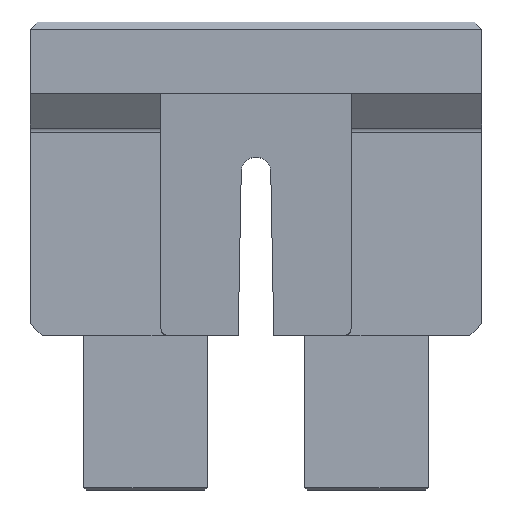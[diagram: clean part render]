
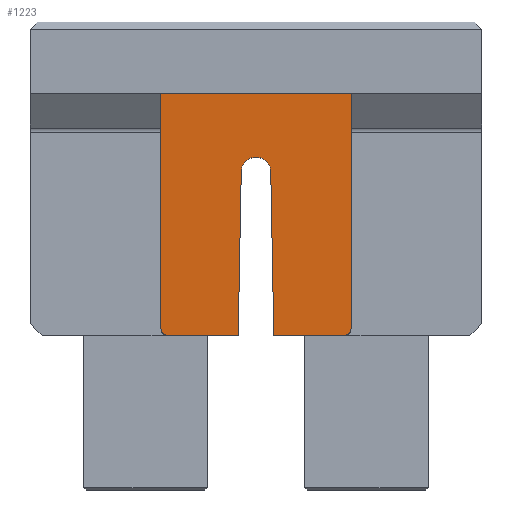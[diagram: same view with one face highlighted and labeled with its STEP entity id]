
A CAD part, top view. The second image highlights one B-rep face of the part: STEP entity #1223.
In plain terms, the highlighted planar face has unit normal (0, -0.052, 0.999).
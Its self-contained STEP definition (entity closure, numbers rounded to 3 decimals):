
#54=DIRECTION('',(1.,0.,0.));
#55=VECTOR('',#54,2.95);
#56=CARTESIAN_POINT('',(-8.75,0.,4.308));
#57=LINE('',#56,#55);
#62=DIRECTION('',(1.,0.,0.));
#63=VECTOR('',#62,2.95);
#64=CARTESIAN_POINT('',(-13.2,0.,4.308));
#65=LINE('',#64,#63);
#215=CARTESIAN_POINT('',(-5.8,0.,4.308));
#216=CARTESIAN_POINT('',(-5.75,0.,4.308));
#217=CARTESIAN_POINT('',(-5.672,0.022,4.309));
#218=CARTESIAN_POINT('',(-5.583,0.083,4.313));
#219=CARTESIAN_POINT('',(-5.522,0.172,4.317));
#220=CARTESIAN_POINT('',(-5.5,0.25,4.321));
#221=CARTESIAN_POINT('',(-5.5,0.3,4.324));
#223=DIRECTION('',(-0.019,0.998,0.052));
#224=VECTOR('',#223,6.922);
#225=CARTESIAN_POINT('',(-8.75,0.,4.308));
#226=LINE('',#225,#224);
#227=DIRECTION('',(-1.,0.,0.));
#228=VECTOR('',#227,0.042);
#229=CARTESIAN_POINT('',(-9.479,7.5,4.701));
#230=LINE('',#229,#228);
#231=DIRECTION('',(0.019,0.998,0.052));
#232=VECTOR('',#231,6.922);
#233=CARTESIAN_POINT('',(-10.25,0.,4.308));
#234=LINE('',#233,#232);
#235=CARTESIAN_POINT('',(-13.5,0.3,4.324));
#236=CARTESIAN_POINT('',(-13.5,0.25,4.321));
#237=CARTESIAN_POINT('',(-13.478,0.172,4.317));
#238=CARTESIAN_POINT('',(-13.417,0.083,4.313));
#239=CARTESIAN_POINT('',(-13.328,0.022,4.309));
#240=CARTESIAN_POINT('',(-13.25,0.,4.308));
#241=CARTESIAN_POINT('',(-13.2,0.,4.308));
#243=DIRECTION('',(0.,0.999,0.052));
#244=VECTOR('',#243,9.914);
#245=CARTESIAN_POINT('',(-13.5,0.3,4.324));
#246=LINE('',#245,#244);
#247=DIRECTION('',(1.,0.,0.));
#248=VECTOR('',#247,8.);
#249=CARTESIAN_POINT('',(-13.5,10.2,4.843));
#250=LINE('',#249,#248);
#251=DIRECTION('',(0.,0.999,0.052));
#252=VECTOR('',#251,9.914);
#253=CARTESIAN_POINT('',(-5.5,0.3,4.324));
#254=LINE('',#253,#252);
#259=CARTESIAN_POINT('',(-9.479,7.5,4.701));
#260=CARTESIAN_POINT('',(-9.381,7.5,4.701));
#261=CARTESIAN_POINT('',(-9.226,7.458,4.699));
#262=CARTESIAN_POINT('',(-9.05,7.337,4.693));
#263=CARTESIAN_POINT('',(-8.926,7.163,4.684));
#264=CARTESIAN_POINT('',(-8.881,7.009,4.676));
#265=CARTESIAN_POINT('',(-8.879,6.911,4.67));
#283=CARTESIAN_POINT('',(-10.121,6.911,4.67));
#284=CARTESIAN_POINT('',(-10.119,7.009,4.676));
#285=CARTESIAN_POINT('',(-10.074,7.163,4.684));
#286=CARTESIAN_POINT('',(-9.95,7.337,4.693));
#287=CARTESIAN_POINT('',(-9.774,7.458,4.699));
#288=CARTESIAN_POINT('',(-9.619,7.5,4.701));
#289=CARTESIAN_POINT('',(-9.521,7.5,4.701));
#678=CARTESIAN_POINT('',(-13.5,10.2,4.843));
#679=CARTESIAN_POINT('',(-5.5,10.2,4.843));
#680=VERTEX_POINT('',#678);
#681=VERTEX_POINT('',#679);
#703=CARTESIAN_POINT('',(-8.75,0.,4.308));
#705=VERTEX_POINT('',#703);
#707=CARTESIAN_POINT('',(-10.25,0.,4.308));
#709=VERTEX_POINT('',#707);
#710=CARTESIAN_POINT('',(-10.121,6.911,4.67));
#712=VERTEX_POINT('',#710);
#714=CARTESIAN_POINT('',(-9.521,7.5,4.701));
#716=VERTEX_POINT('',#714);
#718=CARTESIAN_POINT('',(-9.479,7.5,4.701));
#720=VERTEX_POINT('',#718);
#722=CARTESIAN_POINT('',(-8.879,6.911,4.67));
#724=VERTEX_POINT('',#722);
#790=VERTEX_POINT('',#215);
#791=VERTEX_POINT('',#221);
#796=CARTESIAN_POINT('',(-13.5,0.3,4.324));
#798=VERTEX_POINT('',#796);
#800=VERTEX_POINT('',#241);
#1195=CARTESIAN_POINT('',(-22.95,0.,4.308));
#1196=DIRECTION('',(0.,0.052,-0.999));
#1197=DIRECTION('',(0.,0.999,0.052));
#1198=AXIS2_PLACEMENT_3D('',#1195,#1196,#1197);
#1199=PLANE('',#1198);
#1200=ORIENTED_EDGE('',*,*,#1185,.F.);
#1201=ORIENTED_EDGE('',*,*,#883,.F.);
#1203=ORIENTED_EDGE('',*,*,#1202,.T.);
#1205=ORIENTED_EDGE('',*,*,#1204,.F.);
#1207=ORIENTED_EDGE('',*,*,#1206,.T.);
#1209=ORIENTED_EDGE('',*,*,#1208,.F.);
#1211=ORIENTED_EDGE('',*,*,#1210,.F.);
#1212=ORIENTED_EDGE('',*,*,#905,.F.);
#1214=ORIENTED_EDGE('',*,*,#1213,.F.);
#1216=ORIENTED_EDGE('',*,*,#1215,.T.);
#1218=ORIENTED_EDGE('',*,*,#1217,.T.);
#1220=ORIENTED_EDGE('',*,*,#1219,.F.);
#1221=EDGE_LOOP('',(#1200,#1201,#1203,#1205,#1207,#1209,#1211,#1212,#1214,#1216,
#1218,#1220));
#1222=FACE_OUTER_BOUND('',#1221,.F.);
#1223=ADVANCED_FACE('',(#1222),#1199,.F.);
#222=B_SPLINE_CURVE_WITH_KNOTS('',3,(#215,#216,#217,#218,#219,#220,#221),
.UNSPECIFIED.,.F.,.F.,(4,1,1,1,4),(0.,0.25,0.5,0.75,1.),
.UNSPECIFIED.);
#242=B_SPLINE_CURVE_WITH_KNOTS('',3,(#235,#236,#237,#238,#239,#240,#241),
.UNSPECIFIED.,.F.,.F.,(4,1,1,1,4),(0.,0.25,0.5,0.75,1.),
.UNSPECIFIED.);
#266=B_SPLINE_CURVE_WITH_KNOTS('',3,(#259,#260,#261,#262,#263,#264,#265),
.UNSPECIFIED.,.F.,.F.,(4,1,1,1,4),(0.,0.25,0.5,0.75,1.),
.UNSPECIFIED.);
#290=B_SPLINE_CURVE_WITH_KNOTS('',3,(#283,#284,#285,#286,#287,#288,#289),
.UNSPECIFIED.,.F.,.F.,(4,1,1,1,4),(0.,0.25,0.5,0.75,1.),
.UNSPECIFIED.);
#883=EDGE_CURVE('',#705,#790,#57,.T.);
#905=EDGE_CURVE('',#800,#709,#65,.T.);
#1185=EDGE_CURVE('',#790,#791,#222,.T.);
#1202=EDGE_CURVE('',#705,#724,#226,.T.);
#1204=EDGE_CURVE('',#720,#724,#266,.T.);
#1206=EDGE_CURVE('',#720,#716,#230,.T.);
#1208=EDGE_CURVE('',#712,#716,#290,.T.);
#1210=EDGE_CURVE('',#709,#712,#234,.T.);
#1213=EDGE_CURVE('',#798,#800,#242,.T.);
#1215=EDGE_CURVE('',#798,#680,#246,.T.);
#1217=EDGE_CURVE('',#680,#681,#250,.T.);
#1219=EDGE_CURVE('',#791,#681,#254,.T.);
